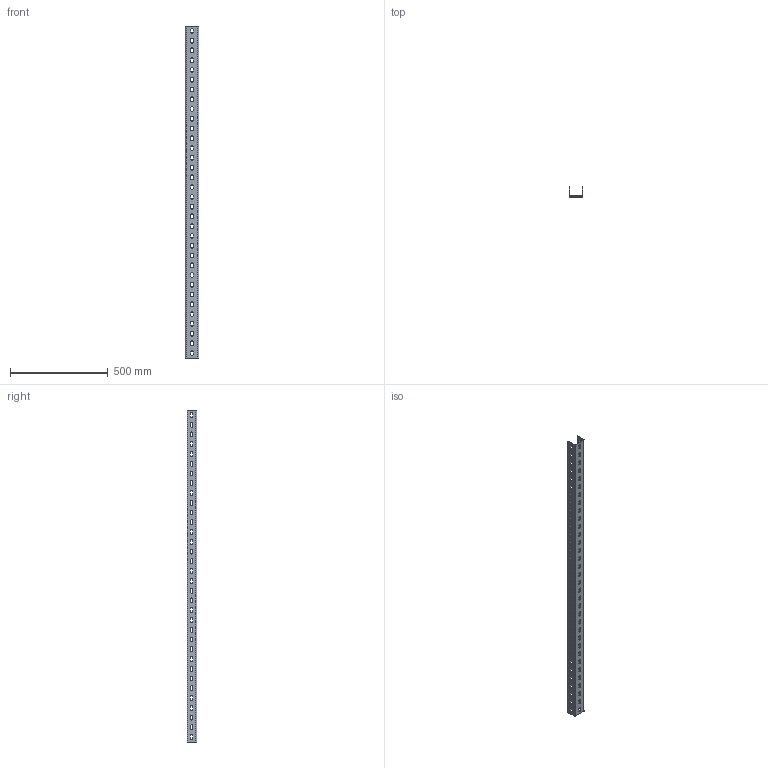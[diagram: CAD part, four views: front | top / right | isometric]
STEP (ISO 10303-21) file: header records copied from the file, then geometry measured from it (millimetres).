
FILE_DESCRIPTION (( 'STEP AP214' ), '1' );
FILE_NAME ('Äåòàë1700.STEP', '2023-04-03T09:00:44', ( '' ), ( '' ), 'SwSTEP 2.0', 'SolidWorks 2022', '' );
FILE_SCHEMA (( 'AUTOMOTIVE_DESIGN' ));
Length unit declared in the file: millimetre
Products named in the file (1): Детал1700
Bounding box: 70 x 50 x 1700 mm (x, y, z)
Volume: 964432.2 mm3; surface area: 523306.7 mm2
Topology: 1 solids, 1 shells, 524 faces, 1566 edges, 1044 vertices
Faces by surface type: cylinder 310, plane 214
Entity records: 18312 total; most frequent: DIRECTION 3236, CARTESIAN_POINT 3135, ORIENTED_EDGE 3132, EDGE_CURVE 1566, AXIS2_PLACEMENT_3D 1145, VERTEX_POINT 1044, LINE 946, VECTOR 946
